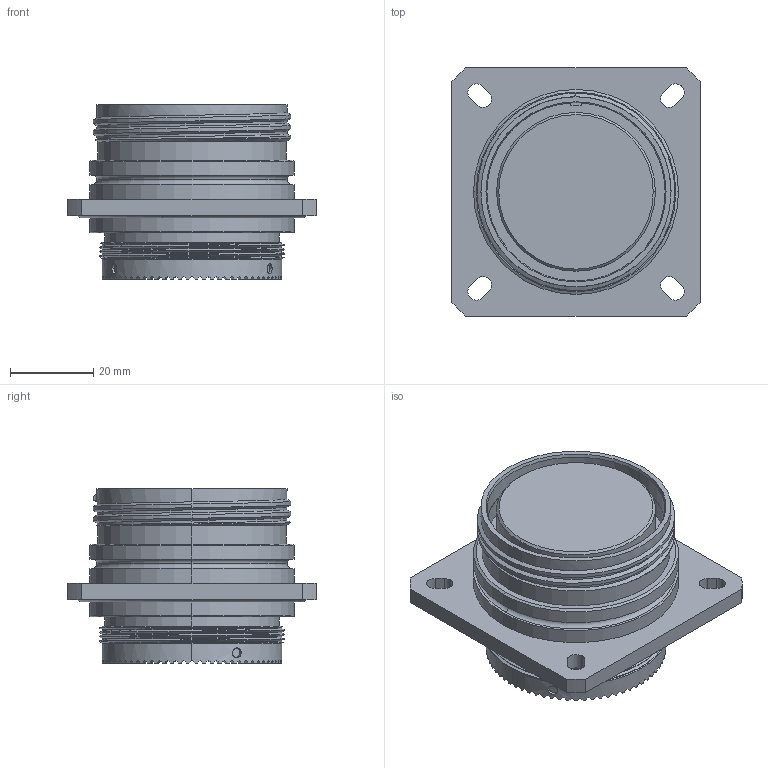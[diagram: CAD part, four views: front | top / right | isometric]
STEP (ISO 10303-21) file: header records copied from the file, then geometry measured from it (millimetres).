
FILE_DESCRIPTION (( 'STEP AP203' ), '1' );
FILE_NAME ('Size 29 Flange.STEP', '2019-04-17T17:55:03', ( '' ), ( '' ), 'SwSTEP 2.0', 'SolidWorks 2019', '' );
FILE_SCHEMA (( 'CONFIG_CONTROL_DESIGN' ));
Length unit declared in the file: inch
Products named in the file (1): Size 29 Flange
Bounding box: 59.56 x 59.56 x 41.91 mm (x, y, z)
Volume: 72343.6 mm3; surface area: 17413 mm2
Topology: 1 solids, 1 shells, 400 faces, 1138 edges, 754 vertices
Faces by surface type: plane 300, cylinder 76, cone 12, torus 8, bspline 4
Entity records: 14480 total; most frequent: CARTESIAN_POINT 4631, ORIENTED_EDGE 2276, DIRECTION 1966, EDGE_CURVE 1138, AXIS2_PLACEMENT_3D 783, VERTEX_POINT 754, EDGE_LOOP 422, VECTOR 400
